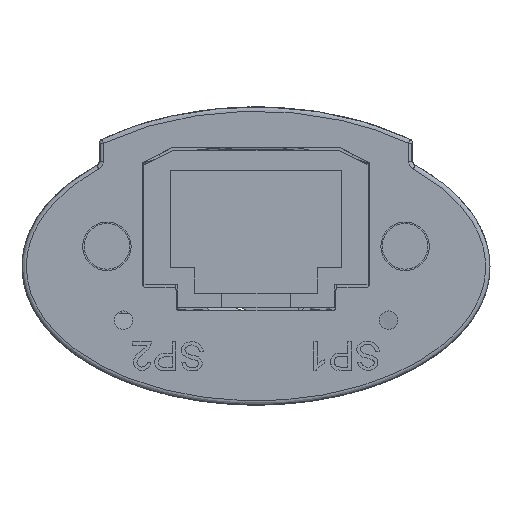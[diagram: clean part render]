
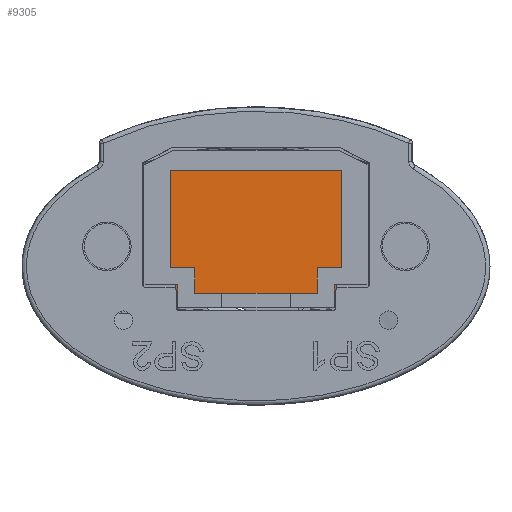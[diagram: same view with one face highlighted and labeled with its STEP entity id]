
A CAD part, left-side view. The second image highlights one B-rep face of the part: STEP entity #9305.
In plain terms, the highlighted planar face has unit normal (-1, 0, 0).
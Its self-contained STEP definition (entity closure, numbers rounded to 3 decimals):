
#5619=CARTESIAN_POINT('',(-43.22,-5.625,-2.87));
#5620=VERTEX_POINT('',#5619);
#5628=CARTESIAN_POINT('',(-43.22,5.625,-2.87));
#5629=VERTEX_POINT('',#5628);
#5630=CARTESIAN_POINT('',(-43.22,5.625,-2.87));
#5631=DIRECTION('',(0.0,-1.0,0.0));
#5632=VECTOR('',#5631,11.25);
#5633=LINE('',#5630,#5632);
#5634=EDGE_CURVE('',#5629,#5620,#5633,.T.);
#7942=CARTESIAN_POINT('',(-43.22,-4.3,-0.07));
#7943=VERTEX_POINT('',#7942);
#7944=CARTESIAN_POINT('',(-43.22,-6.,-0.07));
#7945=VERTEX_POINT('',#7944);
#7946=CARTESIAN_POINT('',(-43.22,-4.3,-0.07));
#7947=DIRECTION('',(0.0,-1.0,0.0));
#7948=VECTOR('',#7947,1.7);
#7949=LINE('',#7946,#7948);
#7950=EDGE_CURVE('',#7943,#7945,#7949,.T.);
#7973=CARTESIAN_POINT('',(-43.22,-6.,6.73));
#7974=VERTEX_POINT('',#7973);
#7975=CARTESIAN_POINT('',(-43.22,-6.,-0.07));
#7976=DIRECTION('',(0.0,0.0,1.0));
#7977=VECTOR('',#7976,6.8);
#7978=LINE('',#7975,#7977);
#7979=EDGE_CURVE('',#7945,#7974,#7978,.T.);
#7997=CARTESIAN_POINT('',(-43.22,6.,6.73));
#7998=VERTEX_POINT('',#7997);
#7999=CARTESIAN_POINT('',(-43.22,-6.,6.73));
#8000=DIRECTION('',(0.0,1.0,0.0));
#8001=VECTOR('',#8000,12.);
#8002=LINE('',#7999,#8001);
#8003=EDGE_CURVE('',#7974,#7998,#8002,.T.);
#8027=CARTESIAN_POINT('',(-43.22,6.,-0.07));
#8028=VERTEX_POINT('',#8027);
#8029=CARTESIAN_POINT('',(-43.22,6.,6.73));
#8030=DIRECTION('',(0.0,0.0,-1.0));
#8031=VECTOR('',#8030,6.8);
#8032=LINE('',#8029,#8031);
#8033=EDGE_CURVE('',#7998,#8028,#8032,.T.);
#8051=CARTESIAN_POINT('',(-43.22,4.3,-0.07));
#8052=VERTEX_POINT('',#8051);
#8053=CARTESIAN_POINT('',(-43.22,6.,-0.07));
#8054=DIRECTION('',(0.0,-1.0,0.0));
#8055=VECTOR('',#8054,1.7);
#8056=LINE('',#8053,#8055);
#8057=EDGE_CURVE('',#8028,#8052,#8056,.T.);
#8083=CARTESIAN_POINT('',(-43.22,4.3,-1.27));
#8084=VERTEX_POINT('',#8083);
#8091=CARTESIAN_POINT('',(-43.22,4.3,-0.07));
#8092=DIRECTION('',(0.0,0.0,-1.0));
#8093=VECTOR('',#8092,1.2);
#8094=LINE('',#8091,#8093);
#8095=EDGE_CURVE('',#8052,#8084,#8094,.T.);
#8110=CARTESIAN_POINT('',(-43.22,-4.3,-1.27));
#8111=VERTEX_POINT('',#8110);
#8127=CARTESIAN_POINT('',(-43.22,-4.3,-1.27));
#8128=DIRECTION('',(0.0,0.0,1.0));
#8129=VECTOR('',#8128,1.2);
#8130=LINE('',#8127,#8129);
#8131=EDGE_CURVE('',#8111,#7943,#8130,.T.);
#8254=CARTESIAN_POINT('',(-43.22,-5.625,-1.27));
#8255=VERTEX_POINT('',#8254);
#8256=CARTESIAN_POINT('',(-43.22,-5.625,-1.27));
#8257=DIRECTION('',(0.0,1.0,0.0));
#8258=VECTOR('',#8257,1.325);
#8259=LINE('',#8256,#8258);
#8260=EDGE_CURVE('',#8255,#8111,#8259,.T.);
#8485=CARTESIAN_POINT('',(-43.22,5.625,-1.27));
#8486=VERTEX_POINT('',#8485);
#8494=CARTESIAN_POINT('',(-43.22,4.3,-1.27));
#8495=DIRECTION('',(0.0,1.0,0.0));
#8496=VECTOR('',#8495,1.325);
#8497=LINE('',#8494,#8496);
#8498=EDGE_CURVE('',#8084,#8486,#8497,.T.);
#9270=CARTESIAN_POINT('',(-43.22,-5.625,-2.87));
#9271=DIRECTION('',(0.0,0.0,1.0));
#9272=VECTOR('',#9271,1.6);
#9273=LINE('',#9270,#9272);
#9274=EDGE_CURVE('',#5620,#8255,#9273,.T.);
#9281=CARTESIAN_POINT('',(-43.22,-5.625,-2.87));
#9282=DIRECTION('',(-1.0,0.0,0.0));
#9283=DIRECTION('',(0.0,0.0,1.0));
#9284=AXIS2_PLACEMENT_3D('',#9281,#9282,#9283);
#9285=PLANE('',#9284);
#9286=ORIENTED_EDGE('',*,*,#8498,.T.);
#9287=CARTESIAN_POINT('',(-43.22,5.625,-2.87));
#9288=DIRECTION('',(0.0,0.0,1.0));
#9289=VECTOR('',#9288,1.6);
#9290=LINE('',#9287,#9289);
#9291=EDGE_CURVE('',#5629,#8486,#9290,.T.);
#9292=ORIENTED_EDGE('',*,*,#9291,.F.);
#9293=ORIENTED_EDGE('',*,*,#5634,.T.);
#9294=ORIENTED_EDGE('',*,*,#9274,.T.);
#9295=ORIENTED_EDGE('',*,*,#8260,.T.);
#9296=ORIENTED_EDGE('',*,*,#8131,.T.);
#9297=ORIENTED_EDGE('',*,*,#7950,.T.);
#9298=ORIENTED_EDGE('',*,*,#7979,.T.);
#9299=ORIENTED_EDGE('',*,*,#8003,.T.);
#9300=ORIENTED_EDGE('',*,*,#8033,.T.);
#9301=ORIENTED_EDGE('',*,*,#8057,.T.);
#9302=ORIENTED_EDGE('',*,*,#8095,.T.);
#9303=EDGE_LOOP('',(#9286,#9292,#9293,#9294,#9295,#9296,#9297,#9298,#9299,#9300,#9301,#9302));
#9304=FACE_OUTER_BOUND('',#9303,.T.);
#9305=ADVANCED_FACE('',(#9304),#9285,.T.);
